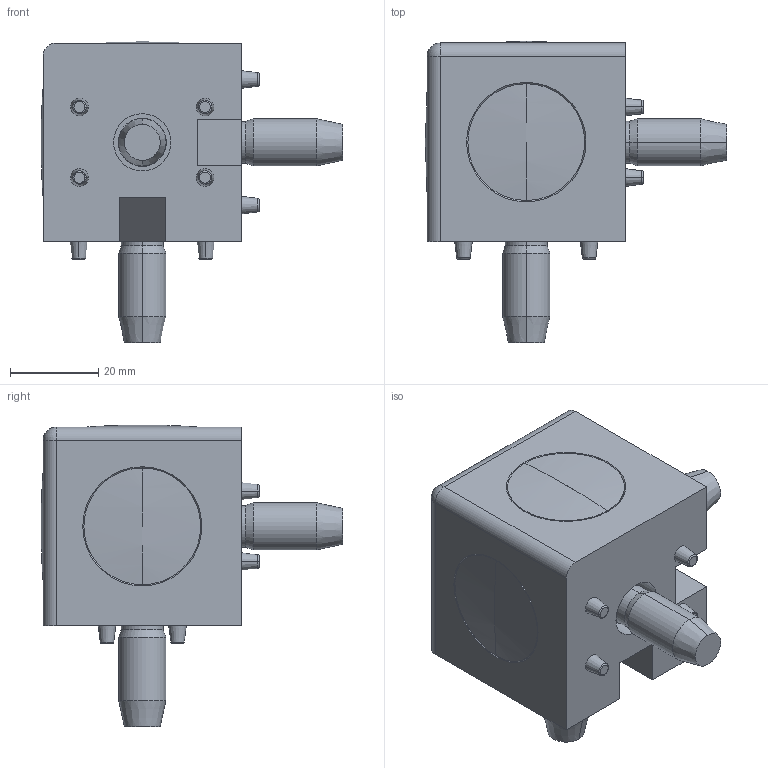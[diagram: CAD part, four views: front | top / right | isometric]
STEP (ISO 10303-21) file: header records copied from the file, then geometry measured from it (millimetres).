
FILE_DESCRIPTION (( 'STEP AP203' ), '1' );
FILE_NAME ('148961.step', '2025-02-27T18:17:16', ( '' ), ( '' ), 'SwSTEP 2.0', 'SolidWorks 2024', '' );
FILE_SCHEMA (( 'CONFIG_CONTROL_DESIGN' ));
Length unit declared in the file: millimetre
Products named in the file (1): 148961
Bounding box: 68.45 x 68.45 x 68.47 mm (x, y, z)
Volume: 70513.8 mm3; surface area: 27520.9 mm2
Topology: 7 solids, 7 shells, 540 faces, 1397 edges, 884 vertices
Faces by surface type: plane 192, cylinder 135, cone 120, torus 86, sphere 7
Entity records: 19384 total; most frequent: CARTESIAN_POINT 6256, ORIENTED_EDGE 2774, DIRECTION 2742, EDGE_CURVE 1387, AXIS2_PLACEMENT_3D 1098, VERTEX_POINT 881, EDGE_LOOP 570, CIRCLE 557
